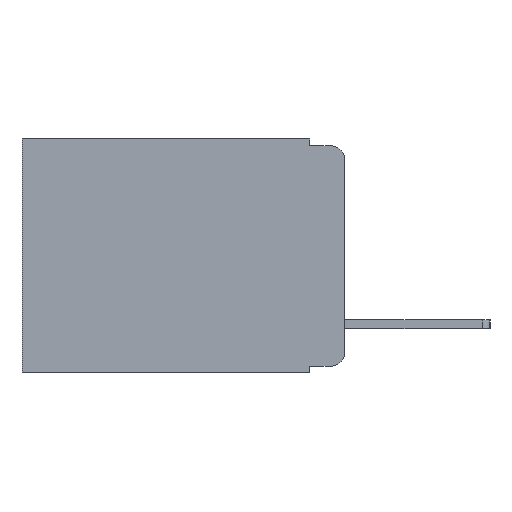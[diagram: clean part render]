
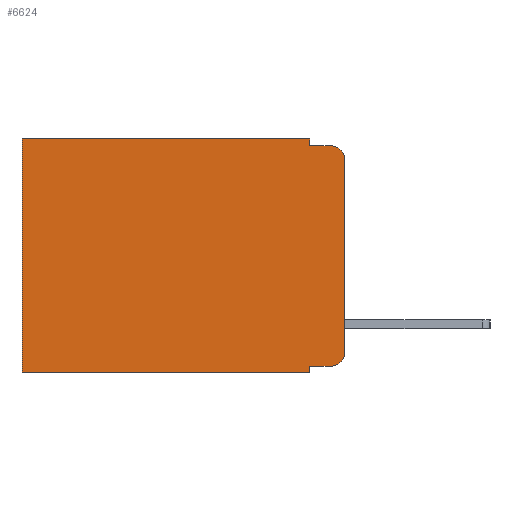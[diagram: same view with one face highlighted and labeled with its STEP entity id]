
A CAD part, left-side view. The second image highlights one B-rep face of the part: STEP entity #6624.
In plain terms, the highlighted planar face has unit normal (-1, 0, 0).
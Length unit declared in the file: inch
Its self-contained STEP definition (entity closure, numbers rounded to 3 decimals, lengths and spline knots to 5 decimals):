
#212 = CARTESIAN_POINT ( 'NONE',  ( 0.298, 0.473, -0.343 ) ) ;
#438 = CARTESIAN_POINT ( 'NONE',  ( 0.298, 0., -0.313 ) ) ;
#441 = LINE ( 'NONE', #6621, #6648 ) ;
#444 = DIRECTION ( 'NONE',  ( 0., 0., -1. ) ) ;
#631 = LINE ( 'NONE', #7828, #6759 ) ;
#825 = EDGE_CURVE ( 'NONE', #4283, #7663, #441, .T. ) ;
#914 = EDGE_CURVE ( 'NONE', #4283, #9165, #3338, .T. ) ;
#1543 = VECTOR ( 'NONE', #4882, 39.37008 ) ;
#1665 = AXIS2_PLACEMENT_3D ( 'NONE', #8131, #4020, #8829 ) ;
#1734 = EDGE_CURVE ( 'NONE', #3327, #6449, #4023, .T. ) ;
#1795 = ORIENTED_EDGE ( 'NONE', *, *, #1734, .T. ) ;
#1864 = CARTESIAN_POINT ( 'NONE',  ( 0.298, 0.473, 0. ) ) ;
#2047 = EDGE_CURVE ( 'NONE', #7663, #6449, #6419, .T. ) ;
#2453 = EDGE_CURVE ( 'NONE', #4386, #3910, #5375, .T. ) ;
#2590 = EDGE_CURVE ( 'NONE', #9165, #6630, #7489, .T. ) ;
#3197 = EDGE_LOOP ( 'NONE', ( #6262, #6189, #6167, #6343, #8508, #1795, #9234, #8921, #9323, #9523 ) ) ;
#3241 = PLANE ( 'NONE',  #1665 ) ;
#3279 = DIRECTION ( 'NONE',  ( 0., -1., 0. ) ) ;
#3327 = VERTEX_POINT ( 'NONE', #1864 ) ;
#3338 = LINE ( 'NONE', #8430, #5294 ) ;
#3417 = DIRECTION ( 'NONE',  ( 0., 0., -1. ) ) ;
#3486 = VERTEX_POINT ( 'NONE', #4518 ) ;
#3910 = VERTEX_POINT ( 'NONE', #4583 ) ;
#4020 = DIRECTION ( 'NONE',  ( 1., 0., 0. ) ) ;
#4023 = LINE ( 'NONE', #8667, #7715 ) ;
#4160 = CARTESIAN_POINT ( 'NONE',  ( 0.298, 0., 0. ) ) ;
#4169 = CARTESIAN_POINT ( 'NONE',  ( 0.298, 0.02, -0.333 ) ) ;
#4283 = VERTEX_POINT ( 'NONE', #9106 ) ;
#4290 = DIRECTION ( 'NONE',  ( 0., 1., 0. ) ) ;
#4386 = VERTEX_POINT ( 'NONE', #7942 ) ;
#4393 = DIRECTION ( 'NONE',  ( 0., -1., 0. ) ) ;
#4518 = CARTESIAN_POINT ( 'NONE',  ( 0.298, 0.02, -0.01 ) ) ;
#4583 = CARTESIAN_POINT ( 'NONE',  ( 0.298, 0.051, -0.01 ) ) ;
#4882 = DIRECTION ( 'NONE',  ( 0., 1., 0. ) ) ;
#4887 = VERTEX_POINT ( 'NONE', #8877 ) ;
#5153 = DIRECTION ( 'NONE',  ( -1., 0., 0. ) ) ;
#5160 = DIRECTION ( 'NONE',  ( 0., 0., -1. ) ) ;
#5178 = CARTESIAN_POINT ( 'NONE',  ( 0.298, 0., -0.343 ) ) ;
#5294 = VECTOR ( 'NONE', #3279, 39.37008 ) ;
#5375 = LINE ( 'NONE', #9804, #8744 ) ;
#5888 = LINE ( 'NONE', #9473, #9418 ) ;
#6167 = ORIENTED_EDGE ( 'NONE', *, *, #9215, .F. ) ;
#6189 = ORIENTED_EDGE ( 'NONE', *, *, #9240, .T. ) ;
#6262 = ORIENTED_EDGE ( 'NONE', *, *, #9609, .F. ) ;
#6343 = ORIENTED_EDGE ( 'NONE', *, *, #2453, .F. ) ;
#6419 = LINE ( 'NONE', #5178, #8319 ) ;
#6449 = VERTEX_POINT ( 'NONE', #212 ) ;
#6564 = CIRCLE ( 'NONE', #7136, 0.02 ) ;
#6621 = CARTESIAN_POINT ( 'NONE',  ( 0.298, 0.051, 0. ) ) ;
#6624 = ADVANCED_FACE ( 'NONE', ( #8262 ), #3241, .F. ) ;
#6630 = VERTEX_POINT ( 'NONE', #438 ) ;
#6648 = VECTOR ( 'NONE', #5160, 39.37008 ) ;
#6759 = VECTOR ( 'NONE', #4393, 39.37008 ) ;
#7136 = AXIS2_PLACEMENT_3D ( 'NONE', #9189, #5153, #9858 ) ;
#7333 = DIRECTION ( 'NONE',  ( 0., 0., -1. ) ) ;
#7489 = CIRCLE ( 'NONE', #8065, 0.02 ) ;
#7663 = VERTEX_POINT ( 'NONE', #9517 ) ;
#7715 = VECTOR ( 'NONE', #7333, 39.37008 ) ;
#7790 = EDGE_CURVE ( 'NONE', #4386, #3327, #9300, .T. ) ;
#7828 = CARTESIAN_POINT ( 'NONE',  ( 0.298, 0.051, -0.01 ) ) ;
#7942 = CARTESIAN_POINT ( 'NONE',  ( 0.298, 0.051, 0. ) ) ;
#8065 = AXIS2_PLACEMENT_3D ( 'NONE', #9222, #8968, #9282 ) ;
#8131 = CARTESIAN_POINT ( 'NONE',  ( 0.298, 0., 0. ) ) ;
#8262 = FACE_OUTER_BOUND ( 'NONE', #3197, .T. ) ;
#8319 = VECTOR ( 'NONE', #4290, 39.37008 ) ;
#8430 = CARTESIAN_POINT ( 'NONE',  ( 0.298, 0.051, -0.333 ) ) ;
#8508 = ORIENTED_EDGE ( 'NONE', *, *, #7790, .T. ) ;
#8667 = CARTESIAN_POINT ( 'NONE',  ( 0.298, 0.473, 0. ) ) ;
#8744 = VECTOR ( 'NONE', #3417, 39.37008 ) ;
#8829 = DIRECTION ( 'NONE',  ( 0., 0., -1. ) ) ;
#8877 = CARTESIAN_POINT ( 'NONE',  ( 0.298, 0., -0.03 ) ) ;
#8921 = ORIENTED_EDGE ( 'NONE', *, *, #825, .F. ) ;
#8968 = DIRECTION ( 'NONE',  ( -1., 0., 0. ) ) ;
#9106 = CARTESIAN_POINT ( 'NONE',  ( 0.298, 0.051, -0.333 ) ) ;
#9165 = VERTEX_POINT ( 'NONE', #4169 ) ;
#9189 = CARTESIAN_POINT ( 'NONE',  ( 0.298, 0.02, -0.03 ) ) ;
#9215 = EDGE_CURVE ( 'NONE', #3910, #3486, #631, .T. ) ;
#9222 = CARTESIAN_POINT ( 'NONE',  ( 0.298, 0.02, -0.313 ) ) ;
#9234 = ORIENTED_EDGE ( 'NONE', *, *, #2047, .F. ) ;
#9240 = EDGE_CURVE ( 'NONE', #4887, #3486, #6564, .T. ) ;
#9282 = DIRECTION ( 'NONE',  ( 0., 0., -1. ) ) ;
#9300 = LINE ( 'NONE', #4160, #1543 ) ;
#9323 = ORIENTED_EDGE ( 'NONE', *, *, #914, .T. ) ;
#9418 = VECTOR ( 'NONE', #444, 39.37008 ) ;
#9473 = CARTESIAN_POINT ( 'NONE',  ( 0.298, 0., 0. ) ) ;
#9517 = CARTESIAN_POINT ( 'NONE',  ( 0.298, 0.051, -0.343 ) ) ;
#9523 = ORIENTED_EDGE ( 'NONE', *, *, #2590, .T. ) ;
#9609 = EDGE_CURVE ( 'NONE', #4887, #6630, #5888, .T. ) ;
#9804 = CARTESIAN_POINT ( 'NONE',  ( 0.298, 0.051, 0. ) ) ;
#9858 = DIRECTION ( 'NONE',  ( 0., 0., -1. ) ) ;
